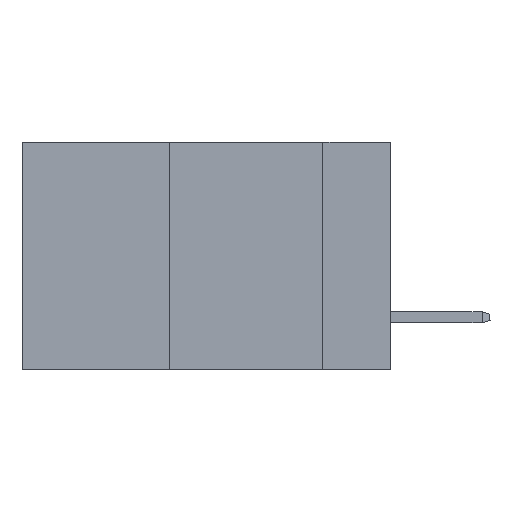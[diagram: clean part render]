
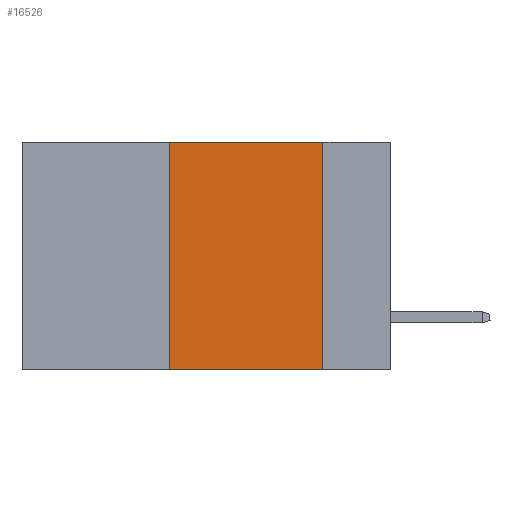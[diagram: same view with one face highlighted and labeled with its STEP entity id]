
A CAD part, left-side view. The second image highlights one B-rep face of the part: STEP entity #16526.
In plain terms, the highlighted planar face has unit normal (-1, 0, 0).
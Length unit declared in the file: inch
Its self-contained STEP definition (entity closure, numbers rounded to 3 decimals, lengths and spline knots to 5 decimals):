
#343 = DIRECTION ( 'NONE',  ( 0., 0., -1. ) ) ;
#1920 = CARTESIAN_POINT ( 'NONE',  ( 0., 0.6, -0.37 ) ) ;
#2190 = LINE ( 'NONE', #6803, #36864 ) ;
#3075 = EDGE_CURVE ( 'NONE', #39942, #36404, #34374, .T. ) ;
#3618 = FACE_OUTER_BOUND ( 'NONE', #11677, .T. ) ;
#3827 = EDGE_CURVE ( 'NONE', #38653, #36404, #43224, .T. ) ;
#4400 = CARTESIAN_POINT ( 'NONE',  ( 0., 0.6, 0. ) ) ;
#5433 = AXIS2_PLACEMENT_3D ( 'NONE', #37336, #20681, #343 ) ;
#6803 = CARTESIAN_POINT ( 'NONE',  ( 0., 0.36, 0. ) ) ;
#7063 = PLANE ( 'NONE',  #5433 ) ;
#8375 = VERTEX_POINT ( 'NONE', #27327 ) ;
#8497 = DIRECTION ( 'NONE',  ( 0., -1., 0. ) ) ;
#10267 = CARTESIAN_POINT ( 'NONE',  ( 0., 0.36, -0.37 ) ) ;
#11677 = EDGE_LOOP ( 'NONE', ( #27077, #24144, #42339, #13458 ) ) ;
#13458 = ORIENTED_EDGE ( 'NONE', *, *, #3075, .T. ) ;
#15390 = DIRECTION ( 'NONE',  ( 0., -1., 0. ) ) ;
#16526 = ADVANCED_FACE ( 'NONE', ( #3618 ), #7063, .F. ) ;
#20681 = DIRECTION ( 'NONE',  ( 1., 0., 0. ) ) ;
#24144 = ORIENTED_EDGE ( 'NONE', *, *, #28990, .F. ) ;
#24432 = CARTESIAN_POINT ( 'NONE',  ( 0., 0.11, 0. ) ) ;
#24572 = DIRECTION ( 'NONE',  ( 0., 0., -1. ) ) ;
#24875 = VECTOR ( 'NONE', #15390, 39.37008 ) ;
#27077 = ORIENTED_EDGE ( 'NONE', *, *, #3827, .F. ) ;
#27327 = CARTESIAN_POINT ( 'NONE',  ( 0., 0.36, 0. ) ) ;
#27633 = CARTESIAN_POINT ( 'NONE',  ( 0., 0.11, 0. ) ) ;
#28990 = EDGE_CURVE ( 'NONE', #8375, #38653, #40231, .T. ) ;
#30259 = DIRECTION ( 'NONE',  ( 0., 0., 1. ) ) ;
#32683 = VECTOR ( 'NONE', #24572, 39.37008 ) ;
#34374 = LINE ( 'NONE', #1920, #24875 ) ;
#36404 = VERTEX_POINT ( 'NONE', #41208 ) ;
#36864 = VECTOR ( 'NONE', #30259, 39.37008 ) ;
#37336 = CARTESIAN_POINT ( 'NONE',  ( 0., 0.6, 0. ) ) ;
#38653 = VERTEX_POINT ( 'NONE', #27633 ) ;
#39163 = VECTOR ( 'NONE', #8497, 39.37008 ) ;
#39942 = VERTEX_POINT ( 'NONE', #10267 ) ;
#40231 = LINE ( 'NONE', #4400, #39163 ) ;
#40991 = EDGE_CURVE ( 'NONE', #39942, #8375, #2190, .T. ) ;
#41208 = CARTESIAN_POINT ( 'NONE',  ( 0., 0.11, -0.37 ) ) ;
#42339 = ORIENTED_EDGE ( 'NONE', *, *, #40991, .F. ) ;
#43224 = LINE ( 'NONE', #24432, #32683 ) ;
